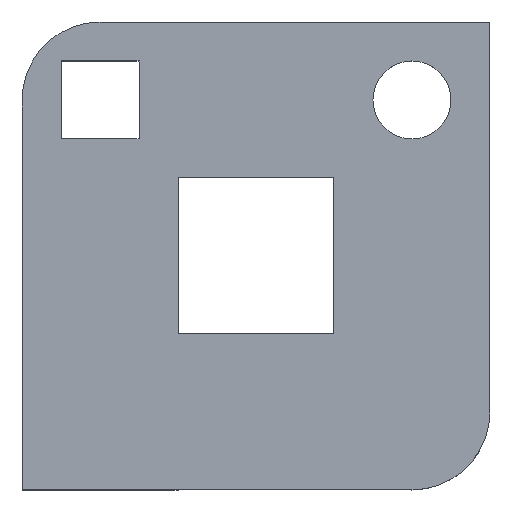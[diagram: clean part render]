
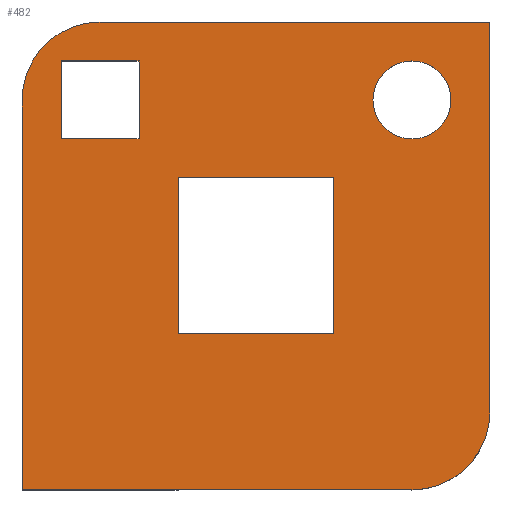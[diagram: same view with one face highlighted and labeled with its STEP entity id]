
A CAD part, top view. The second image highlights one B-rep face of the part: STEP entity #482.
In plain terms, the highlighted planar face has unit normal (0, 0, 1).
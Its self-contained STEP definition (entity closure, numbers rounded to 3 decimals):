
#18=FACE_BOUND('',#55,.T.);
#19=FACE_BOUND('',#56,.T.);
#20=FACE_BOUND('',#57,.T.);
#28=FACE_OUTER_BOUND('',#54,.T.);
#54=EDGE_LOOP('',(#342,#343,#344,#345,#346,#347));
#55=EDGE_LOOP('',(#348,#349,#350,#351));
#56=EDGE_LOOP('',(#352));
#57=EDGE_LOOP('',(#353,#354,#355,#356));
#82=CIRCLE('',#525,10.);
#83=CIRCLE('',#526,10.);
#84=CIRCLE('',#527,5.);
#97=LINE('',#707,#156);
#100=LINE('',#712,#159);
#102=LINE('',#716,#161);
#104=LINE('',#719,#163);
#105=LINE('',#723,#164);
#106=LINE('',#725,#165);
#107=LINE('',#729,#166);
#108=LINE('',#731,#167);
#109=LINE('',#737,#168);
#110=LINE('',#739,#169);
#111=LINE('',#741,#170);
#112=LINE('',#742,#171);
#156=VECTOR('',#570,10.);
#159=VECTOR('',#575,10.);
#161=VECTOR('',#579,10.);
#163=VECTOR('',#583,10.);
#164=VECTOR('',#586,10.);
#165=VECTOR('',#587,10.);
#166=VECTOR('',#590,10.);
#167=VECTOR('',#591,10.);
#168=VECTOR('',#596,10.);
#169=VECTOR('',#597,10.);
#170=VECTOR('',#598,10.);
#171=VECTOR('',#599,10.);
#216=VERTEX_POINT('',#704);
#217=VERTEX_POINT('',#706);
#218=VERTEX_POINT('',#711);
#219=VERTEX_POINT('',#715);
#220=VERTEX_POINT('',#721);
#221=VERTEX_POINT('',#722);
#222=VERTEX_POINT('',#724);
#223=VERTEX_POINT('',#726);
#224=VERTEX_POINT('',#728);
#225=VERTEX_POINT('',#730);
#226=VERTEX_POINT('',#733);
#227=VERTEX_POINT('',#735);
#228=VERTEX_POINT('',#736);
#229=VERTEX_POINT('',#738);
#230=VERTEX_POINT('',#740);
#260=EDGE_CURVE('',#217,#216,#97,.T.);
#263=EDGE_CURVE('',#218,#217,#100,.T.);
#265=EDGE_CURVE('',#219,#218,#102,.T.);
#267=EDGE_CURVE('',#216,#219,#104,.T.);
#268=EDGE_CURVE('',#220,#221,#105,.T.);
#269=EDGE_CURVE('',#221,#222,#106,.T.);
#270=EDGE_CURVE('',#222,#223,#82,.T.);
#271=EDGE_CURVE('',#223,#224,#107,.T.);
#272=EDGE_CURVE('',#224,#225,#108,.T.);
#273=EDGE_CURVE('',#225,#220,#83,.T.);
#274=EDGE_CURVE('',#226,#226,#84,.T.);
#275=EDGE_CURVE('',#227,#228,#109,.T.);
#276=EDGE_CURVE('',#228,#229,#110,.T.);
#277=EDGE_CURVE('',#229,#230,#111,.T.);
#278=EDGE_CURVE('',#230,#227,#112,.T.);
#342=ORIENTED_EDGE('',*,*,#268,.T.);
#343=ORIENTED_EDGE('',*,*,#269,.T.);
#344=ORIENTED_EDGE('',*,*,#270,.T.);
#345=ORIENTED_EDGE('',*,*,#271,.T.);
#346=ORIENTED_EDGE('',*,*,#272,.T.);
#347=ORIENTED_EDGE('',*,*,#273,.T.);
#348=ORIENTED_EDGE('',*,*,#267,.T.);
#349=ORIENTED_EDGE('',*,*,#265,.T.);
#350=ORIENTED_EDGE('',*,*,#263,.T.);
#351=ORIENTED_EDGE('',*,*,#260,.T.);
#352=ORIENTED_EDGE('',*,*,#274,.T.);
#353=ORIENTED_EDGE('',*,*,#275,.T.);
#354=ORIENTED_EDGE('',*,*,#276,.T.);
#355=ORIENTED_EDGE('',*,*,#277,.T.);
#356=ORIENTED_EDGE('',*,*,#278,.T.);
#459=PLANE('',#524);
#482=ADVANCED_FACE('',(#28,#18,#19,#20),#459,.T.);
#524=AXIS2_PLACEMENT_3D('',#720,#584,#585);
#525=AXIS2_PLACEMENT_3D('',#727,#588,#589);
#526=AXIS2_PLACEMENT_3D('',#732,#592,#593);
#527=AXIS2_PLACEMENT_3D('',#734,#594,#595);
#570=DIRECTION('',(1.,0.,0.));
#575=DIRECTION('',(0.,1.,0.));
#579=DIRECTION('',(-1.,0.,0.));
#583=DIRECTION('',(0.,-1.,0.));
#584=DIRECTION('center_axis',(0.,0.,1.));
#585=DIRECTION('ref_axis',(-1.,0.,0.));
#586=DIRECTION('',(0.,1.,0.));
#587=DIRECTION('',(-1.,0.,0.));
#588=DIRECTION('center_axis',(0.,0.,1.));
#589=DIRECTION('ref_axis',(-1.,0.,0.));
#590=DIRECTION('',(0.,-1.,0.));
#591=DIRECTION('',(1.,0.,0.));
#592=DIRECTION('center_axis',(0.,0.,1.));
#593=DIRECTION('ref_axis',(-1.,0.,0.));
#594=DIRECTION('center_axis',(0.,0.,-1.));
#595=DIRECTION('ref_axis',(1.,0.,0.));
#596=DIRECTION('',(1.,0.,0.));
#597=DIRECTION('',(0.,-1.,0.));
#598=DIRECTION('',(-1.,0.,0.));
#599=DIRECTION('',(0.,1.,0.));
#704=CARTESIAN_POINT('',(10.,10.,7.));
#706=CARTESIAN_POINT('',(-10.,10.,7.));
#707=CARTESIAN_POINT('',(-10.,10.,7.));
#711=CARTESIAN_POINT('',(-10.,-10.,7.));
#712=CARTESIAN_POINT('',(-10.,-10.,7.));
#715=CARTESIAN_POINT('',(10.,-10.,7.));
#716=CARTESIAN_POINT('',(-10.,-10.,7.));
#719=CARTESIAN_POINT('',(10.,-10.,7.));
#720=CARTESIAN_POINT('Origin',(0.,0.,
7.));
#721=CARTESIAN_POINT('',(30.,-20.,7.));
#722=CARTESIAN_POINT('',(30.,30.,7.));
#723=CARTESIAN_POINT('',(30.,10.,7.));
#724=CARTESIAN_POINT('',(-20.,30.,7.));
#725=CARTESIAN_POINT('',(30.,30.,7.));
#726=CARTESIAN_POINT('',(-30.,20.,7.));
#727=CARTESIAN_POINT('Origin',(-20.,20.,7.));
#728=CARTESIAN_POINT('',(-30.,-30.,7.));
#729=CARTESIAN_POINT('',(-30.,-10.,7.));
#730=CARTESIAN_POINT('',(20.,-30.,7.));
#731=CARTESIAN_POINT('',(-30.,-30.,7.));
#732=CARTESIAN_POINT('Origin',(20.,-20.,7.));
#733=CARTESIAN_POINT('',(15.,20.,7.));
#734=CARTESIAN_POINT('Origin',(20.,20.,7.));
#735=CARTESIAN_POINT('',(-25.,25.,7.));
#736=CARTESIAN_POINT('',(-15.,25.,7.));
#737=CARTESIAN_POINT('',(-25.,25.,7.));
#738=CARTESIAN_POINT('',(-15.,15.,7.));
#739=CARTESIAN_POINT('',(-15.,25.,7.));
#740=CARTESIAN_POINT('',(-25.,15.,7.));
#741=CARTESIAN_POINT('',(-15.,15.,7.));
#742=CARTESIAN_POINT('',(-25.,15.,7.));
